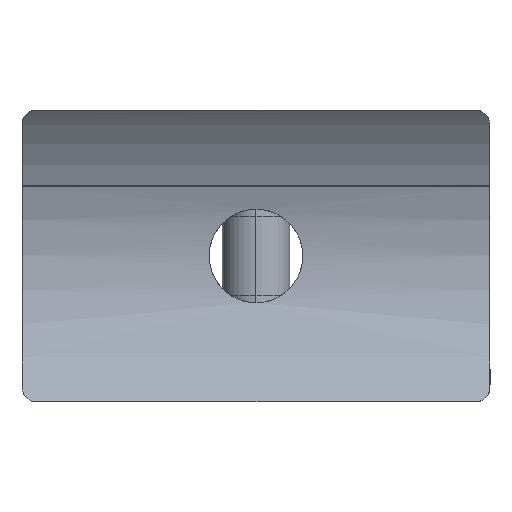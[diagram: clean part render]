
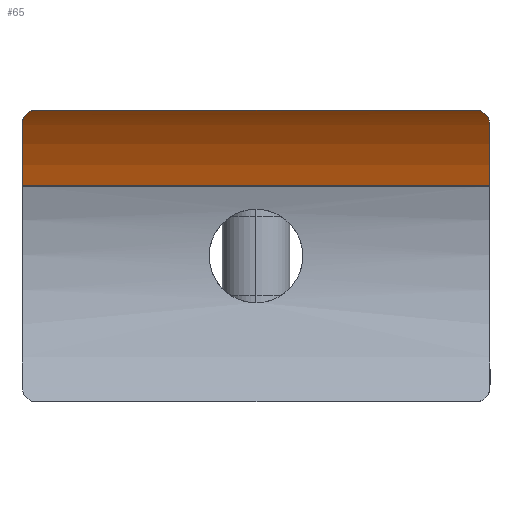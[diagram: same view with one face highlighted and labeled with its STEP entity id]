
A CAD part, left-side view. The second image highlights one B-rep face of the part: STEP entity #65.
In plain terms, the highlighted cylindrical face has radius 21.2 mm (diameter 42.4 mm), a partial arc.
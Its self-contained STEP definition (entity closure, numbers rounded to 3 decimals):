
#47 = CARTESIAN_POINT ( 'NONE',  ( -67.127, 22.5, 12.567 ) ) ;
#65 = ADVANCED_FACE ( 'NONE', ( #3124 ), #1739, .F. ) ;
#67 = DIRECTION ( 'NONE',  ( 0., 1., 0. ) ) ;
#75 = CARTESIAN_POINT ( 'NONE',  ( -67.569, -22.392, 13.148 ) ) ;
#104 = DIRECTION ( 'NONE',  ( 0., -1., 0. ) ) ;
#182 = ORIENTED_EDGE ( 'NONE', *, *, #2280, .T. ) ;
#232 = DIRECTION ( 'NONE',  ( 0., 1., 0. ) ) ;
#239 = CIRCLE ( 'NONE', #1834, 21.2 ) ;
#260 = DIRECTION ( 'NONE',  ( 0., -1., 0. ) ) ;
#287 = CARTESIAN_POINT ( 'NONE',  ( -68.28, 21.465, 14. ) ) ;
#341 = CARTESIAN_POINT ( 'NONE',  ( -67.986, 22.047, 13.659 ) ) ;
#473 = CARTESIAN_POINT ( 'NONE',  ( -84.2, 22.5, 0. ) ) ;
#483 = EDGE_CURVE ( 'NONE', #2710, #1180, #3623, .T. ) ;
#583 = CARTESIAN_POINT ( 'NONE',  ( -68.28, -39., 14. ) ) ;
#852 = CARTESIAN_POINT ( 'NONE',  ( -68.157, -21.789, 13.859 ) ) ;
#854 = AXIS2_PLACEMENT_3D ( 'NONE', #473, #260, #3598 ) ;
#928 = CARTESIAN_POINT ( 'NONE',  ( -67.575, 22.413, 13.159 ) ) ;
#965 = B_SPLINE_CURVE_WITH_KNOTS ( 'NONE', 3,
 ( #2571, #1128, #2040, #75, #1152, #2259, #3357, #852, #3378, #3150 ),
 .UNSPECIFIED., .F., .F.,
 ( 4, 2, 2, 2, 4 ),
 ( 0., 0.001, 0.001, 0.002, 0.002 ),
 .UNSPECIFIED. ) ;
#997 = ORIENTED_EDGE ( 'NONE', *, *, #1889, .F. ) ;
#1128 = CARTESIAN_POINT ( 'NONE',  ( -67.237, -22.5, 12.718 ) ) ;
#1152 = CARTESIAN_POINT ( 'NONE',  ( -67.679, -22.327, 13.286 ) ) ;
#1180 = VERTEX_POINT ( 'NONE', #2244 ) ;
#1189 = DIRECTION ( 'NONE',  ( 0., 0., 1. ) ) ;
#1238 = CARTESIAN_POINT ( 'NONE',  ( -68.159, 21.786, 13.861 ) ) ;
#1416 = CARTESIAN_POINT ( 'NONE',  ( -68.231, 21.636, 13.944 ) ) ;
#1463 = CARTESIAN_POINT ( 'NONE',  ( -84.2, -39., 0. ) ) ;
#1487 = CARTESIAN_POINT ( 'NONE',  ( -67.127, -22.5, 12.567 ) ) ;
#1522 = CARTESIAN_POINT ( 'NONE',  ( -64.103, 22.5, 6.75 ) ) ;
#1559 = VERTEX_POINT ( 'NONE', #1487 ) ;
#1574 = CARTESIAN_POINT ( 'NONE',  ( -68.28, 21.465, 14. ) ) ;
#1657 = LINE ( 'NONE', #583, #2369 ) ;
#1675 = ORIENTED_EDGE ( 'NONE', *, *, #2447, .T. ) ;
#1720 = VECTOR ( 'NONE', #104, 1000. ) ;
#1739 = CYLINDRICAL_SURFACE ( 'NONE', #2590, 21.2 ) ;
#1783 = CARTESIAN_POINT ( 'NONE',  ( -64.103, -39., 6.75 ) ) ;
#1813 = LINE ( 'NONE', #1783, #1720 ) ;
#1816 = VERTEX_POINT ( 'NONE', #3583 ) ;
#1834 = AXIS2_PLACEMENT_3D ( 'NONE', #3331, #2291, #2565 ) ;
#1889 = EDGE_CURVE ( 'NONE', #1559, #1816, #239, .T. ) ;
#2009 = CARTESIAN_POINT ( 'NONE',  ( -67.887, 22.155, 13.541 ) ) ;
#2040 = CARTESIAN_POINT ( 'NONE',  ( -67.348, -22.478, 12.864 ) ) ;
#2085 = VERTEX_POINT ( 'NONE', #1522 ) ;
#2105 = VERTEX_POINT ( 'NONE', #3522 ) ;
#2135 = ORIENTED_EDGE ( 'NONE', *, *, #483, .T. ) ;
#2244 = CARTESIAN_POINT ( 'NONE',  ( -67.127, 22.5, 12.567 ) ) ;
#2259 = CARTESIAN_POINT ( 'NONE',  ( -67.885, -22.157, 13.539 ) ) ;
#2280 = EDGE_CURVE ( 'NONE', #1559, #2105, #965, .T. ) ;
#2291 = DIRECTION ( 'NONE',  ( 0., 1., 0. ) ) ;
#2369 = VECTOR ( 'NONE', #232, 1000. ) ;
#2447 = EDGE_CURVE ( 'NONE', #2085, #1816, #1813, .T. ) ;
#2565 = DIRECTION ( 'NONE',  ( 0., 0., 1. ) ) ;
#2571 = CARTESIAN_POINT ( 'NONE',  ( -67.127, -22.5, 12.567 ) ) ;
#2590 = AXIS2_PLACEMENT_3D ( 'NONE', #1463, #67, #1189 ) ;
#2611 = CARTESIAN_POINT ( 'NONE',  ( -67.348, 22.5, 12.868 ) ) ;
#2710 = VERTEX_POINT ( 'NONE', #1574 ) ;
#2755 = ORIENTED_EDGE ( 'NONE', *, *, #2766, .F. ) ;
#2766 = EDGE_CURVE ( 'NONE', #2085, #1180, #3132, .T. ) ;
#3042 = ORIENTED_EDGE ( 'NONE', *, *, #3059, .T. ) ;
#3059 = EDGE_CURVE ( 'NONE', #2105, #2710, #1657, .T. ) ;
#3124 = FACE_OUTER_BOUND ( 'NONE', #3609, .T. ) ;
#3132 = CIRCLE ( 'NONE', #854, 21.2 ) ;
#3150 = CARTESIAN_POINT ( 'NONE',  ( -68.28, -21.465, 14. ) ) ;
#3331 = CARTESIAN_POINT ( 'NONE',  ( -84.2, -22.5, 0. ) ) ;
#3357 = CARTESIAN_POINT ( 'NONE',  ( -67.984, -22.049, 13.657 ) ) ;
#3378 = CARTESIAN_POINT ( 'NONE',  ( -68.231, -21.637, 13.944 ) ) ;
#3522 = CARTESIAN_POINT ( 'NONE',  ( -68.28, -21.465, 14. ) ) ;
#3583 = CARTESIAN_POINT ( 'NONE',  ( -64.103, -22.5, 6.75 ) ) ;
#3598 = DIRECTION ( 'NONE',  ( 1., 0., 0. ) ) ;
#3609 = EDGE_LOOP ( 'NONE', ( #997, #182, #3042, #2135, #2755, #1675 ) ) ;
#3623 = B_SPLINE_CURVE_WITH_KNOTS ( 'NONE', 3,
 ( #287, #1416, #1238, #341, #2009, #928, #2611, #47 ),
 .UNSPECIFIED., .F., .F.,
 ( 4, 2, 2, 4 ),
 ( 0., 0.001, 0.001, 0.002 ),
 .UNSPECIFIED. ) ;
